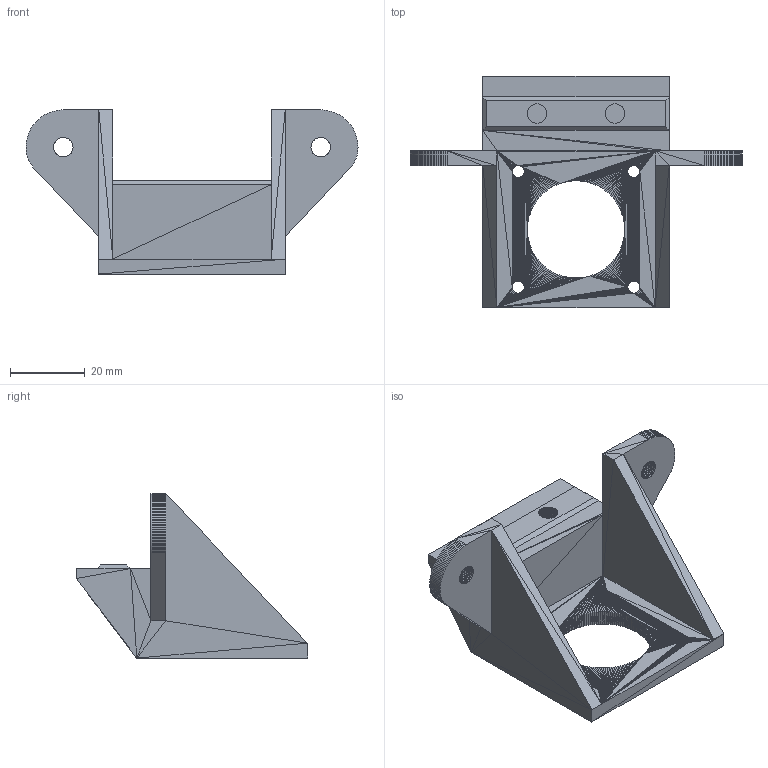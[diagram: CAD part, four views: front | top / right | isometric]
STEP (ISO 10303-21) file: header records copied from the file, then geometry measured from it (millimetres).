
FILE_DESCRIPTION(/* description */ (''),/* implementation_level */ '2;1');
FILE_NAME(/* name */ '2-Motor_Mount_Z.stp',/* time_stamp */ '2017-03-23T13:08:09-04:00',/* author */ ('Tiktiki'),/* organization */ (''),/* preprocessor_version */ 'ST-DEVELOPER v16.1',/* originating_system */ 'Autodesk Inventor 2016',/* authorisation */ '');
FILE_SCHEMA (('AUTOMOTIVE_DESIGN { 1 0 10303 214 3 1 1 }'));
Length unit declared in the file: millimetre
Products named in the file (1): 2-Motor_Mount_Z
Bounding box: 89 x 62 x 44 mm (x, y, z)
Volume: 30185 mm3; surface area: 15013.3 mm2
Topology: 1 solids, 1 shells, 2088 faces, 3730 edges, 1636 vertices
Faces by surface type: plane 2088
Entity records: 46130 total; most frequent: DIRECTION 7908, ORIENTED_EDGE 7460, CARTESIAN_POINT 7455, LINE 3730, VECTOR 3730, EDGE_CURVE 3730, EDGE_LOOP 2094, AXIS2_PLACEMENT_3D 2089
